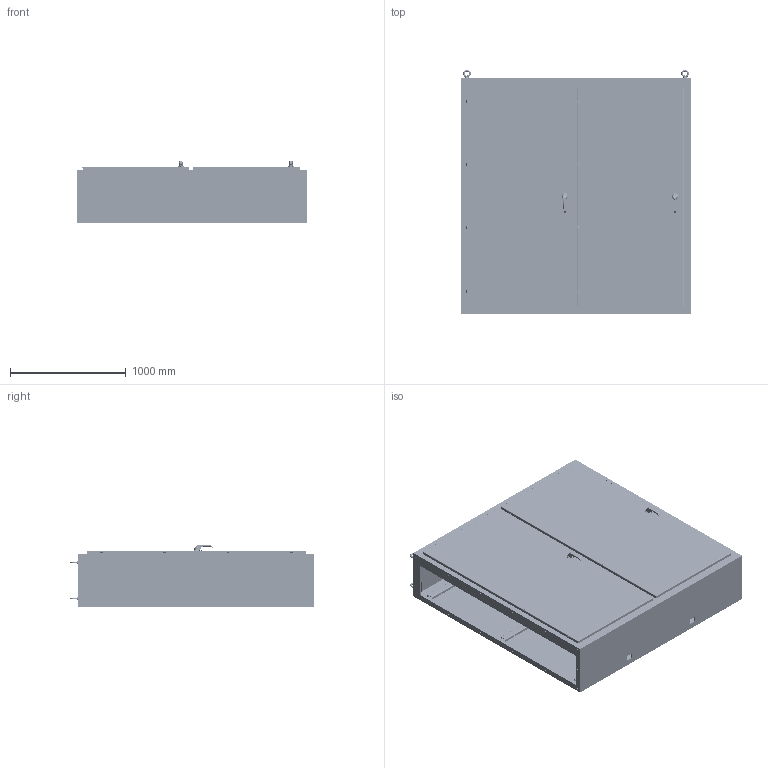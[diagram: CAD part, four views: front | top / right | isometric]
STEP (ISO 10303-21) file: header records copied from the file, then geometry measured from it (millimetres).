
FILE_DESCRIPTION (( 'STEP AP214' ), '1' );
FILE_NAME ('SCE-N80RX7818.STEP', '2024-06-18T14:47:15', ( '' ), ( '' ), 'SwSTEP 2.0', 'SolidWorks 2023', '' );
FILE_SCHEMA (( 'AUTOMOTIVE_DESIGN' ));
Length unit declared in the file: inch
Products named in the file (1): SCE-N80RX7818
Bounding box: 1974.85 x 2106.73 x 534.57 mm (x, y, z)
Volume: 34769269.7 mm3; surface area: 26026796.3 mm2
Topology: 50 solids, 58 shells, 7538 faces, 19216 edges, 11861 vertices
Faces by surface type: plane 3081, cylinder 2573, bspline 919, torus 573, cone 222, sphere 170
Full cylindrical faces by diameter (mm): 1.016 x8, 3.978 x8, 4.318 x40, 4.978 x32, 5.016 x4, 5.207 x16, 5.232 x16, 5.537 x8, 6.096 x16, 6.198 x16, 6.35 x16, 7.137 x2, 9.525 x16, 10.323 x16, 11.176 x14, 11.25 x2, 15.24 x4, 16 x2, 29.8 x4
Entity records: 365957 total; most frequent: CARTESIAN_POINT 194374, ORIENTED_EDGE 37026, DIRECTION 32984, EDGE_CURVE 18513, AXIS2_PLACEMENT_3D 11951, VERTEX_POINT 11654, LINE 9082, VECTOR 9082
